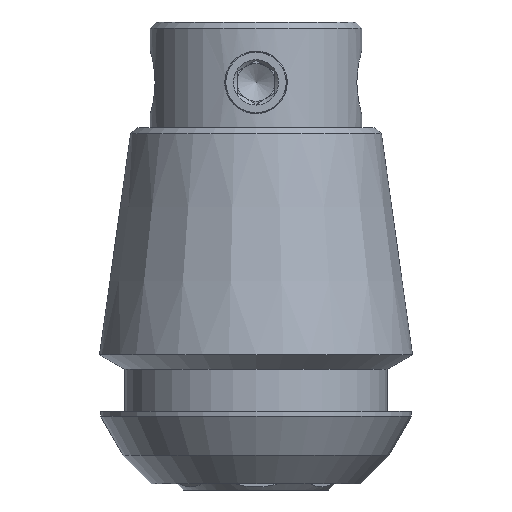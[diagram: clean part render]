
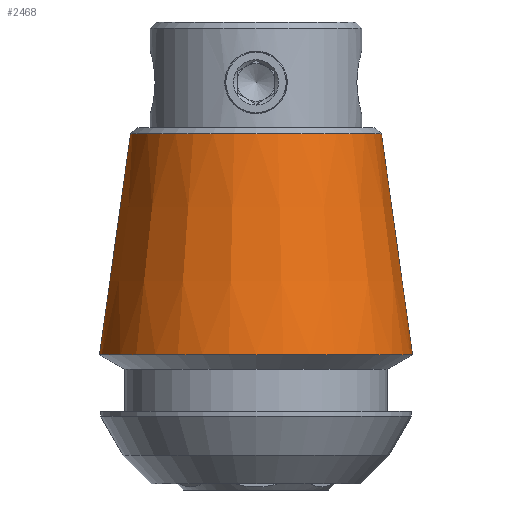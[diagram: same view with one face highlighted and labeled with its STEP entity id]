
A CAD part, front view. The second image highlights one B-rep face of the part: STEP entity #2468.
In plain terms, the highlighted conical face has half-angle 8 degrees and reference radius 10.365 mm.
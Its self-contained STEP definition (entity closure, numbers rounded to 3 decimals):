
#26=CONICAL_SURFACE('',#2624,10.365,0.14);
#499=ORIENTED_EDGE('',*,*,#915,.T.);
#500=ORIENTED_EDGE('',*,*,#914,.T.);
#914=EDGE_CURVE('',#1119,#1119,#1242,.T.);
#915=EDGE_CURVE('',#1120,#1120,#1243,.F.);
#1119=VERTEX_POINT('',#3582);
#1120=VERTEX_POINT('',#3585);
#1242=CIRCLE('',#2623,10.365);
#1243=CIRCLE('',#2625,8.307);
#1336=EDGE_LOOP('',(#499));
#1337=EDGE_LOOP('',(#500));
#1494=FACE_BOUND('',#1336,.T.);
#1495=FACE_BOUND('',#1337,.T.);
#2468=ADVANCED_FACE('',(#1494,#1495),#26,.T.);
#2623=AXIS2_PLACEMENT_3D('',#3581,#2903,#2904);
#2624=AXIS2_PLACEMENT_3D('',#3583,#2905,#2906);
#2625=AXIS2_PLACEMENT_3D('',#3584,#2907,#2908);
#2903=DIRECTION('',(0.,0.,1.));
#2904=DIRECTION('',(1.,0.,0.));
#2905=DIRECTION('',(0.,0.,-1.));
#2906=DIRECTION('',(-1.,0.,0.));
#2907=DIRECTION('',(0.,0.,1.));
#2908=DIRECTION('',(1.,0.,0.));
#3581=CARTESIAN_POINT('',(0.,0.,8.561));
#3582=CARTESIAN_POINT('',(10.365,0.,8.561));
#3583=CARTESIAN_POINT('',(0.,0.,8.561));
#3584=CARTESIAN_POINT('',(0.,0.,23.204));
#3585=CARTESIAN_POINT('',(8.307,0.,23.204));
